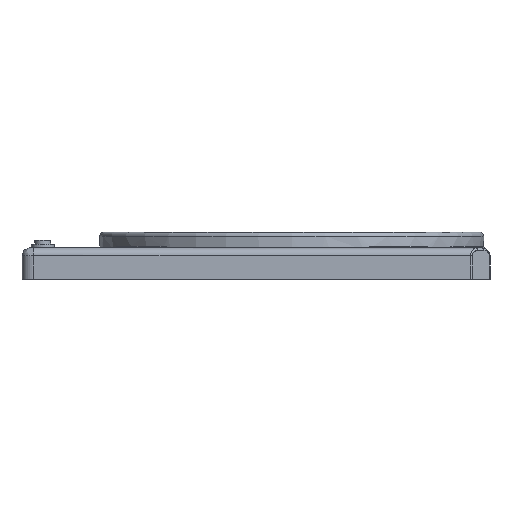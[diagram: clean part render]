
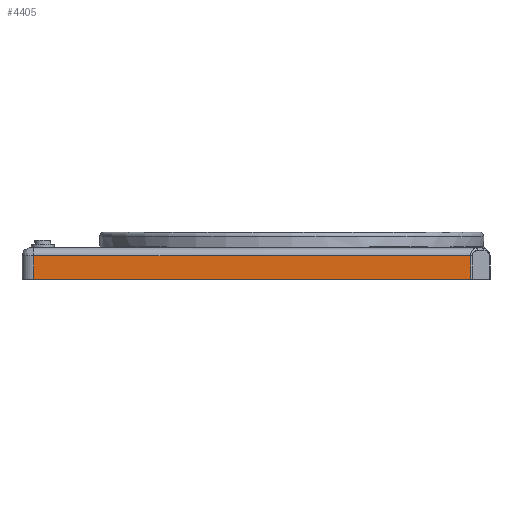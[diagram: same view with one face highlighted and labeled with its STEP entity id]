
A CAD part, left-side view. The second image highlights one B-rep face of the part: STEP entity #4405.
In plain terms, the highlighted planar face has unit normal (-1, 0, 0).
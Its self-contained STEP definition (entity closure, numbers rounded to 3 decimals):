
#239=PLANE('',#4818);
#391=FACE_OUTER_BOUND('',#663,.T.);
#663=EDGE_LOOP('',(#3547,#3548,#3549,#3550));
#1003=LINE('',#6959,#1354);
#1028=LINE('',#7493,#1379);
#1061=LINE('',#7629,#1412);
#1062=LINE('',#7632,#1413);
#1354=VECTOR('',#5588,10.);
#1379=VECTOR('',#5721,10.);
#1412=VECTOR('',#5820,10.);
#1413=VECTOR('',#5825,10.);
#1934=VERTEX_POINT('',#6949);
#1936=VERTEX_POINT('',#6955);
#2008=VERTEX_POINT('',#7492);
#2060=VERTEX_POINT('',#7625);
#2430=EDGE_CURVE('',#1934,#1936,#1003,.T.);
#2523=EDGE_CURVE('',#1936,#2008,#1028,.T.);
#2586=EDGE_CURVE('',#2060,#1934,#1061,.T.);
#2587=EDGE_CURVE('',#2008,#2060,#1062,.T.);
#3547=ORIENTED_EDGE('',*,*,#2430,.F.);
#3548=ORIENTED_EDGE('',*,*,#2586,.F.);
#3549=ORIENTED_EDGE('',*,*,#2587,.F.);
#3550=ORIENTED_EDGE('',*,*,#2523,.F.);
#4405=ADVANCED_FACE('',(#391),#239,.T.);
#4818=AXIS2_PLACEMENT_3D('',#7631,#5823,#5824);
#5588=DIRECTION('',(0.,0.,-1.));
#5721=DIRECTION('',(0.,1.,0.));
#5820=DIRECTION('',(0.,-1.,0.));
#5823=DIRECTION('center_axis',(-1.,0.,0.));
#5824=DIRECTION('ref_axis',(0.,-1.,0.));
#5825=DIRECTION('',(0.,0.,1.));
#6949=CARTESIAN_POINT('',(-42.073,-6.242,6.));
#6955=CARTESIAN_POINT('',(-42.073,-6.242,0.));
#6959=CARTESIAN_POINT('',(-42.073,-6.242,0.));
#7492=CARTESIAN_POINT('',(-42.073,105.309,0.));
#7493=CARTESIAN_POINT('',(-42.073,-11.191,0.));
#7625=CARTESIAN_POINT('',(-42.073,105.309,6.));
#7629=CARTESIAN_POINT('',(-42.073,78.434,6.));
#7631=CARTESIAN_POINT('Origin',(-42.073,108.309,0.));
#7632=CARTESIAN_POINT('',(-42.073,105.309,0.));
